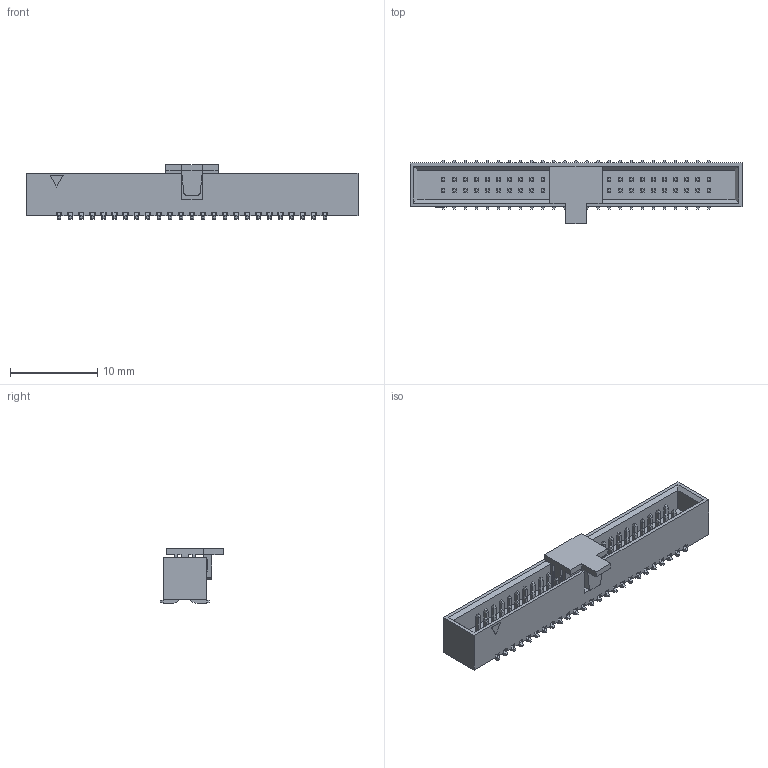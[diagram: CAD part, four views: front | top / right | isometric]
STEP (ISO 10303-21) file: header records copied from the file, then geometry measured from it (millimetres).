
FILE_DESCRIPTION(/* description */ ('Unknown'),/* implementation_level */ '2;1');
FILE_NAME(/* name */ '62735020621',/* time_stamp */ '2020-05-28T13:40:32+02:00',/* author */ ('Unknown'),/* organization */ ('Unknown'),/* preprocessor_version */ 'ST-DEVELOPER v16.7',/* originating_system */ 'DEX',/* authorisation */ $);
FILE_SCHEMA (('AUTOMOTIVE_DESIGN {1 0 10303 214 3 1 1}'));
Length unit declared in the file: millimetre
Products named in the file (4): 6273xx20621; 62705020621; 6270xx20621_PIN; 6273xx20621_Cap
Assembly tree (52 placements, depth 2):
  6273xx20621
    62705020621
    6270xx20621_PIN  x50
    6273xx20621_Cap
Bounding box: 38.1 x 7.25 x 6.26 mm (x, y, z)
Volume: 619.2 mm3; surface area: 1930.9 mm2
Topology: 52 solids, 52 shells, 1503 faces, 3834 edges, 2386 vertices
Faces by surface type: plane 1401, cylinder 102
Entity records: 25133 total; most frequent: CARTESIAN_POINT 3758, ORIENTED_EDGE 3748, DIRECTION 3230, EDGE_CURVE 1874, LINE 1866, VECTOR 1866, VERTEX_POINT 1210, AXIS2_PLACEMENT_3D 682
